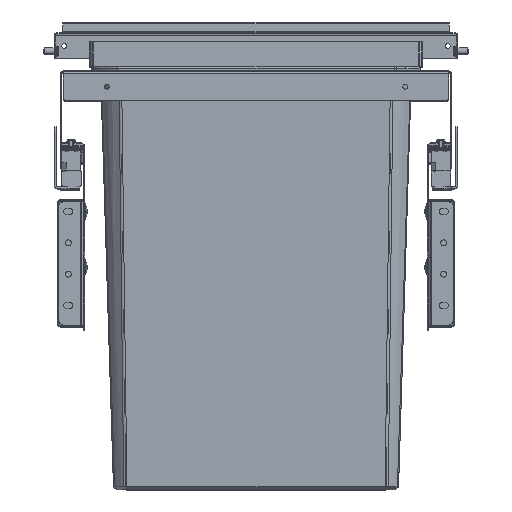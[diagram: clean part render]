
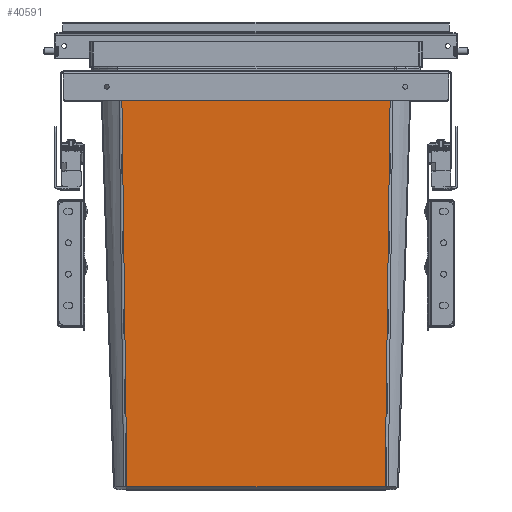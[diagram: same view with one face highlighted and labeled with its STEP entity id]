
A CAD part, top view. The second image highlights one B-rep face of the part: STEP entity #40591.
In plain terms, the highlighted planar face has unit normal (0, -0.031, 1).
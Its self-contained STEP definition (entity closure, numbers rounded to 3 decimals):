
#8852=EDGE_CURVE('9831',#20427,#20424,#20428,.T.);
#8892=EDGE_CURVE('9763',#20424,#20482,#20485,.T.);
#8894=EDGE_CURVE('9815',#20487,#20482,#20488,.T.);
#8896=EDGE_CURVE('9774',#20427,#20487,#20490,.T.);
#20424=VERTEX_POINT('',#39184);
#20427=VERTEX_POINT('',#39195);
#20428=LINE('',#39196,#39197);
#20482=VERTEX_POINT('',#39374);
#20485=B_SPLINE_CURVE_WITH_KNOTS('',3,(#39384,#39385,#39386,#39387,#39388,#39389),.UNSPECIFIED.,.F.,.F.,(4,1,1,4),(0.0,0.333,0.667,1.0),.UNSPECIFIED.);
#20487=VERTEX_POINT('',#39392);
#20488=LINE('',#39393,#39394);
#20490=B_SPLINE_CURVE_WITH_KNOTS('',3,(#39397,#39398,#39399,#39400,#39401,#39402),.UNSPECIFIED.,.F.,.F.,(4,1,1,4),(0.0,0.333,0.667,1.0),.UNSPECIFIED.);
#39184=CARTESIAN_POINT('',(-137.429,9.8,-14.179));
#39195=CARTESIAN_POINT('',(137.428,9.8,-14.179));
#39196=CARTESIAN_POINT('',(137.428,9.8,-14.179));
#39197=VECTOR('',#61100,274.858);
#39374=CARTESIAN_POINT('',(-131.819,-424.329,-27.711));
#39384=CARTESIAN_POINT('',(-137.429,9.8,-14.179));
#39385=CARTESIAN_POINT('',(-136.751,-43.452,-15.839));
#39386=CARTESIAN_POINT('',(-135.434,-146.6,-19.054));
#39387=CARTESIAN_POINT('',(-133.581,-290.306,-23.533));
#39388=CARTESIAN_POINT('',(-132.398,-380.668,-26.35));
#39389=CARTESIAN_POINT('',(-131.819,-424.329,-27.711));
#39392=CARTESIAN_POINT('',(131.819,-424.329,-27.711));
#39393=CARTESIAN_POINT('',(131.819,-424.329,-27.711));
#39394=VECTOR('',#61107,263.639);
#39397=CARTESIAN_POINT('',(137.428,9.8,-14.179));
#39398=CARTESIAN_POINT('',(136.751,-43.453,-15.839));
#39399=CARTESIAN_POINT('',(135.433,-146.602,-19.054));
#39400=CARTESIAN_POINT('',(133.581,-290.308,-23.534));
#39401=CARTESIAN_POINT('',(132.398,-380.668,-26.35));
#39402=CARTESIAN_POINT('',(131.819,-424.329,-27.711));
#40591=ADVANCED_FACE('7140',(#61460),#61461,.T.);
#61100=DIRECTION('',(-1.0,0.0,0.0));
#61107=DIRECTION('',(-1.0,0.,0.0));
#61460=FACE_OUTER_BOUND('',#78810,.T.);
#61461=PLANE('',#78811);
#78810=EDGE_LOOP('',(#92891,#92892,#92893,#92894));
#78811=AXIS2_PLACEMENT_3D('',#92895,#92896,#92897);
#92891=ORIENTED_EDGE('',*,*,#8894,.F.);
#92892=ORIENTED_EDGE('',*,*,#8896,.F.);
#92893=ORIENTED_EDGE('',*,*,#8852,.T.);
#92894=ORIENTED_EDGE('',*,*,#8892,.T.);
#92895=CARTESIAN_POINT('',(0.,-197.469,-20.64));
#92896=DIRECTION('',(0.0,-0.031,1.));
#92897=DIRECTION('',(-1.0,0.0,0.0));
